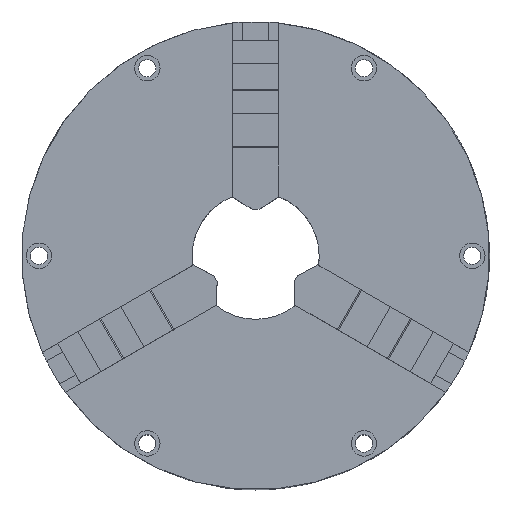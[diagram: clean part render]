
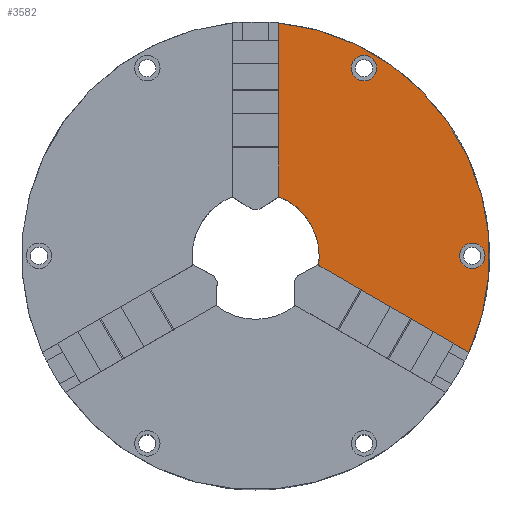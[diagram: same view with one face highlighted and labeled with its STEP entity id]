
A CAD part, top view. The second image highlights one B-rep face of the part: STEP entity #3582.
In plain terms, the highlighted planar face has unit normal (0, 0, 1).
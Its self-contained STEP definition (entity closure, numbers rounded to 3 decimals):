
#98=CIRCLE('',#3815,202.5);
#127=CIRCLE('',#3857,11.);
#128=CIRCLE('',#3858,11.);
#129=CIRCLE('',#3859,55.);
#271=ORIENTED_EDGE('',*,*,#1300,.T.);
#272=ORIENTED_EDGE('',*,*,#1301,.T.);
#273=ORIENTED_EDGE('',*,*,#1302,.T.);
#274=ORIENTED_EDGE('',*,*,#1303,.F.);
#275=ORIENTED_EDGE('',*,*,#1243,.F.);
#276=ORIENTED_EDGE('',*,*,#1304,.T.);
#1243=EDGE_CURVE('',#1755,#1756,#98,.T.);
#1300=EDGE_CURVE('',#1806,#1806,#127,.T.);
#1301=EDGE_CURVE('',#1807,#1807,#128,.T.);
#1302=EDGE_CURVE('',#1808,#1809,#129,.T.);
#1303=EDGE_CURVE('',#1756,#1809,#2117,.T.);
#1304=EDGE_CURVE('',#1755,#1808,#2118,.T.);
#1755=VERTEX_POINT('',#5223);
#1756=VERTEX_POINT('',#5225);
#1806=VERTEX_POINT('',#5469);
#1807=VERTEX_POINT('',#5471);
#1808=VERTEX_POINT('',#5473);
#1809=VERTEX_POINT('',#5474);
#2117=LINE('',#5475,#2527);
#2118=LINE('',#5476,#2528);
#2527=VECTOR('',#4271,1000.);
#2528=VECTOR('',#4272,1000.);
#2923=EDGE_LOOP('',(#271));
#2924=EDGE_LOOP('',(#272));
#2925=EDGE_LOOP('',(#273,#274,#275,#276));
#3173=FACE_BOUND('',#2923,.T.);
#3174=FACE_BOUND('',#2924,.T.);
#3175=FACE_BOUND('',#2925,.T.);
#3406=PLANE('',#3856);
#3582=ADVANCED_FACE('',(#3173,#3174,#3175),#3406,.F.);
#3815=AXIS2_PLACEMENT_3D('',#5224,#4156,#4157);
#3856=AXIS2_PLACEMENT_3D('',#5467,#4263,#4264);
#3857=AXIS2_PLACEMENT_3D('',#5468,#4265,#4266);
#3858=AXIS2_PLACEMENT_3D('',#5470,#4267,#4268);
#3859=AXIS2_PLACEMENT_3D('',#5472,#4269,#4270);
#4156=DIRECTION('',(0.,0.,-1.));
#4157=DIRECTION('',(1.,0.,0.));
#4263=DIRECTION('',(0.,0.,-1.));
#4264=DIRECTION('',(-1.,0.,0.));
#4265=DIRECTION('',(0.,0.,-1.));
#4266=DIRECTION('',(0.,-1.,0.));
#4267=DIRECTION('',(0.,0.,-1.));
#4268=DIRECTION('',(0.,-1.,0.));
#4269=DIRECTION('',(0.,0.,-1.));
#4270=DIRECTION('',(0.,1.,0.));
#4271=DIRECTION('',(-0.866,0.5,0.));
#4272=DIRECTION('',(0.,-1.,0.));
#5223=CARTESIAN_POINT('',(20.,201.51,120.));
#5224=CARTESIAN_POINT('',(0.,0.,120.));
#5225=CARTESIAN_POINT('',(184.513,-83.434,120.));
#5467=CARTESIAN_POINT('',(0.,0.,120.));
#5468=CARTESIAN_POINT('',(187.5,0.,120.));
#5469=CARTESIAN_POINT('',(187.5,-11.,120.));
#5470=CARTESIAN_POINT('',(93.75,162.38,120.));
#5471=CARTESIAN_POINT('',(93.75,151.38,120.));
#5472=CARTESIAN_POINT('',(0.,0.,120.));
#5473=CARTESIAN_POINT('',(20.,51.235,120.));
#5474=CARTESIAN_POINT('',(54.371,-8.297,120.));
#5475=CARTESIAN_POINT('',(516.791,-275.276,120.));
#5476=CARTESIAN_POINT('',(20.,585.192,120.));
